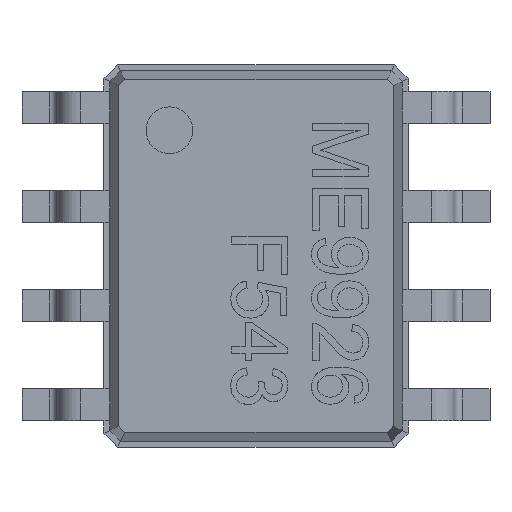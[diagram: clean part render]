
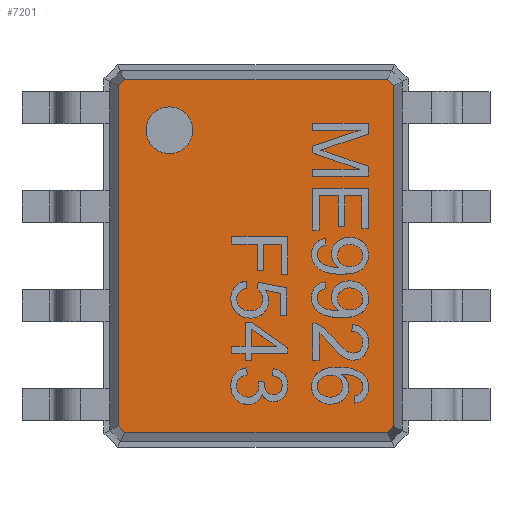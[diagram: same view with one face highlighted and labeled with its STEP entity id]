
A CAD part, top view. The second image highlights one B-rep face of the part: STEP entity #7201.
In plain terms, the highlighted planar face has unit normal (0, 0, 1).
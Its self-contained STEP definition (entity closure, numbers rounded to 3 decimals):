
#47=CIRCLE('',#7501,0.3);
#48=CIRCLE('',#7502,0.3);
#128=FACE_BOUND('',#1429,.T.);
#1031=FACE_OUTER_BOUND('',#1428,.T.);
#1428=EDGE_LOOP('',(#6193,#6194,#6195,#6196,#6197,#6198,#6199,#6200));
#1429=EDGE_LOOP('',(#6201,#6202));
#1959=LINE('',#12927,#2641);
#2038=LINE('',#13129,#2720);
#2039=LINE('',#13132,#2721);
#2040=LINE('',#13134,#2722);
#2041=LINE('',#13136,#2723);
#2042=LINE('',#13138,#2724);
#2043=LINE('',#13140,#2725);
#2044=LINE('',#13141,#2726);
#2641=VECTOR('',#8315,1.);
#2720=VECTOR('',#8486,1.);
#2721=VECTOR('',#8489,1.);
#2722=VECTOR('',#8490,1.);
#2723=VECTOR('',#8491,1.);
#2724=VECTOR('',#8492,1.);
#2725=VECTOR('',#8493,1.);
#2726=VECTOR('',#8494,1.);
#3385=VERTEX_POINT('',#12924);
#3386=VERTEX_POINT('',#12926);
#3463=VERTEX_POINT('',#13127);
#3464=VERTEX_POINT('',#13131);
#3465=VERTEX_POINT('',#13133);
#3466=VERTEX_POINT('',#13135);
#3467=VERTEX_POINT('',#13137);
#3468=VERTEX_POINT('',#13139);
#3469=VERTEX_POINT('',#13142);
#3470=VERTEX_POINT('',#13143);
#4303=EDGE_CURVE('',#3385,#3386,#1959,.T.);
#4406=EDGE_CURVE('',#3463,#3385,#2038,.T.);
#4407=EDGE_CURVE('',#3464,#3463,#2039,.T.);
#4408=EDGE_CURVE('',#3465,#3464,#2040,.T.);
#4409=EDGE_CURVE('',#3466,#3465,#2041,.T.);
#4410=EDGE_CURVE('',#3467,#3466,#2042,.T.);
#4411=EDGE_CURVE('',#3468,#3467,#2043,.T.);
#4412=EDGE_CURVE('',#3386,#3468,#2044,.T.);
#4413=EDGE_CURVE('',#3469,#3470,#47,.T.);
#4414=EDGE_CURVE('',#3470,#3469,#48,.T.);
#6193=ORIENTED_EDGE('',*,*,#4407,.F.);
#6194=ORIENTED_EDGE('',*,*,#4408,.F.);
#6195=ORIENTED_EDGE('',*,*,#4409,.F.);
#6196=ORIENTED_EDGE('',*,*,#4410,.F.);
#6197=ORIENTED_EDGE('',*,*,#4411,.F.);
#6198=ORIENTED_EDGE('',*,*,#4412,.F.);
#6199=ORIENTED_EDGE('',*,*,#4303,.F.);
#6200=ORIENTED_EDGE('',*,*,#4406,.F.);
#6201=ORIENTED_EDGE('',*,*,#4413,.F.);
#6202=ORIENTED_EDGE('',*,*,#4414,.F.);
#6838=PLANE('',#7500);
#7201=ADVANCED_FACE('',(#1031,#128),#6838,.F.);
#7500=AXIS2_PLACEMENT_3D('',#13130,#8487,#8488);
#7501=AXIS2_PLACEMENT_3D('',#13144,#8495,#8496);
#7502=AXIS2_PLACEMENT_3D('',#13145,#8497,#8498);
#8315=DIRECTION('',(0.,-1.,0.));
#8486=DIRECTION('',(0.707,-0.707,0.));
#8487=DIRECTION('center_axis',(0.,0.,-1.));
#8488=DIRECTION('ref_axis',(0.597,-0.803,0.));
#8489=DIRECTION('',(1.,0.,0.));
#8490=DIRECTION('',(0.707,0.707,0.));
#8491=DIRECTION('',(0.,1.,0.));
#8492=DIRECTION('',(-0.707,0.707,0.));
#8493=DIRECTION('',(-1.,0.,0.));
#8494=DIRECTION('',(-0.707,-0.707,0.));
#8495=DIRECTION('center_axis',(0.,0.,1.));
#8496=DIRECTION('ref_axis',(0.,-1.,0.));
#8497=DIRECTION('center_axis',(0.,0.,1.));
#8498=DIRECTION('ref_axis',(0.,-1.,0.));
#12924=CARTESIAN_POINT('',(1.76,2.18,1.75));
#12926=CARTESIAN_POINT('',(1.76,-2.18,1.75));
#12927=CARTESIAN_POINT('',(1.76,2.18,1.75));
#13127=CARTESIAN_POINT('',(1.68,2.26,1.75));
#13129=CARTESIAN_POINT('',(1.68,2.26,1.75));
#13130=CARTESIAN_POINT('Origin',(-1.68,2.26,1.75));
#13131=CARTESIAN_POINT('',(-1.68,2.26,1.75));
#13132=CARTESIAN_POINT('',(-1.68,2.26,1.75));
#13133=CARTESIAN_POINT('',(-1.76,2.18,1.75));
#13134=CARTESIAN_POINT('',(-1.76,2.18,1.75));
#13135=CARTESIAN_POINT('',(-1.76,-2.18,1.75));
#13136=CARTESIAN_POINT('',(-1.76,-2.18,1.75));
#13137=CARTESIAN_POINT('',(-1.68,-2.26,1.75));
#13138=CARTESIAN_POINT('',(-1.68,-2.26,1.75));
#13139=CARTESIAN_POINT('',(1.68,-2.26,1.75));
#13140=CARTESIAN_POINT('',(1.68,-2.26,1.75));
#13141=CARTESIAN_POINT('',(1.76,-2.18,1.75));
#13142=CARTESIAN_POINT('',(-1.11,1.31,1.75));
#13143=CARTESIAN_POINT('',(-1.11,1.91,1.75));
#13144=CARTESIAN_POINT('Origin',(-1.11,1.61,1.75));
#13145=CARTESIAN_POINT('Origin',(-1.11,1.61,1.75));
